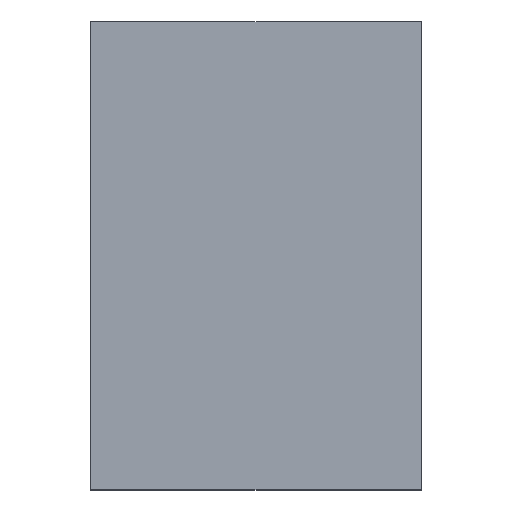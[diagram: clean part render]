
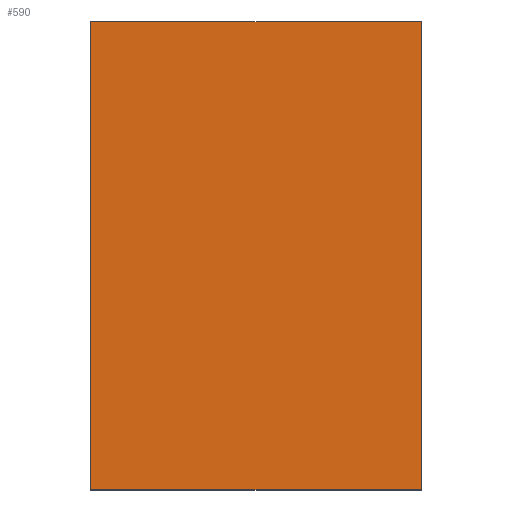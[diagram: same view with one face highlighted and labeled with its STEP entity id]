
A CAD part, top view. The second image highlights one B-rep face of the part: STEP entity #590.
In plain terms, the highlighted planar face has unit normal (0, 0, 1).
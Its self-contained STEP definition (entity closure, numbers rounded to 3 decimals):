
#236=CARTESIAN_POINT('Vertex',(300.,425.,1000.)) ;
#243=CARTESIAN_POINT('Vertex',(-300.,425.,1000.)) ;
#246=CARTESIAN_POINT('Line Origine',(0.,425.,1000.)) ;
#267=CARTESIAN_POINT('Vertex',(-300.,-425.,1000.)) ;
#270=CARTESIAN_POINT('Line Origine',(-300.,0.,1000.)) ;
#291=CARTESIAN_POINT('Vertex',(300.,-425.,1000.)) ;
#294=CARTESIAN_POINT('Line Origine',(0.,-425.,1000.)) ;
#311=CARTESIAN_POINT('Line Origine',(300.,0.,1000.)) ;
#579=CARTESIAN_POINT('Axis2P3D Location',(0.,0.,1000.)) ;
#247=DIRECTION('Vector Direction',(1.,0.,0.)) ;
#271=DIRECTION('Vector Direction',(0.,1.,0.)) ;
#295=DIRECTION('Vector Direction',(-1.,0.,0.)) ;
#312=DIRECTION('Vector Direction',(0.,-1.,0.)) ;
#580=DIRECTION('Axis2P3D Direction',(0.,0.,1.)) ;
#581=DIRECTION('Axis2P3D XDirection',(1.,0.,0.)) ;
#582=AXIS2_PLACEMENT_3D('Plane Axis2P3D',#579,#580,#581) ;
#585=ORIENTED_EDGE('',*,*,#250,.T.) ;
#586=ORIENTED_EDGE('',*,*,#274,.T.) ;
#587=ORIENTED_EDGE('',*,*,#298,.T.) ;
#588=ORIENTED_EDGE('',*,*,#315,.T.) ;
#248=VECTOR('Line Direction',#247,1.) ;
#272=VECTOR('Line Direction',#271,1.) ;
#296=VECTOR('Line Direction',#295,1.) ;
#313=VECTOR('Line Direction',#312,1.) ;
#590=ADVANCED_FACE('PartBody',(#589),#583,.T.) ;
#250=EDGE_CURVE('',#237,#244,#249,.F.) ;
#274=EDGE_CURVE('',#244,#268,#273,.F.) ;
#298=EDGE_CURVE('',#268,#292,#297,.F.) ;
#315=EDGE_CURVE('',#292,#237,#314,.F.) ;
#584=EDGE_LOOP('',(#585,#586,#587,#588)) ;
#589=FACE_OUTER_BOUND('',#584,.T.) ;
#249=LINE('Line',#246,#248) ;
#273=LINE('Line',#270,#272) ;
#297=LINE('Line',#294,#296) ;
#314=LINE('Line',#311,#313) ;
#583=PLANE('',#582) ;
#237=VERTEX_POINT('',#236) ;
#244=VERTEX_POINT('',#243) ;
#268=VERTEX_POINT('',#267) ;
#292=VERTEX_POINT('',#291) ;
